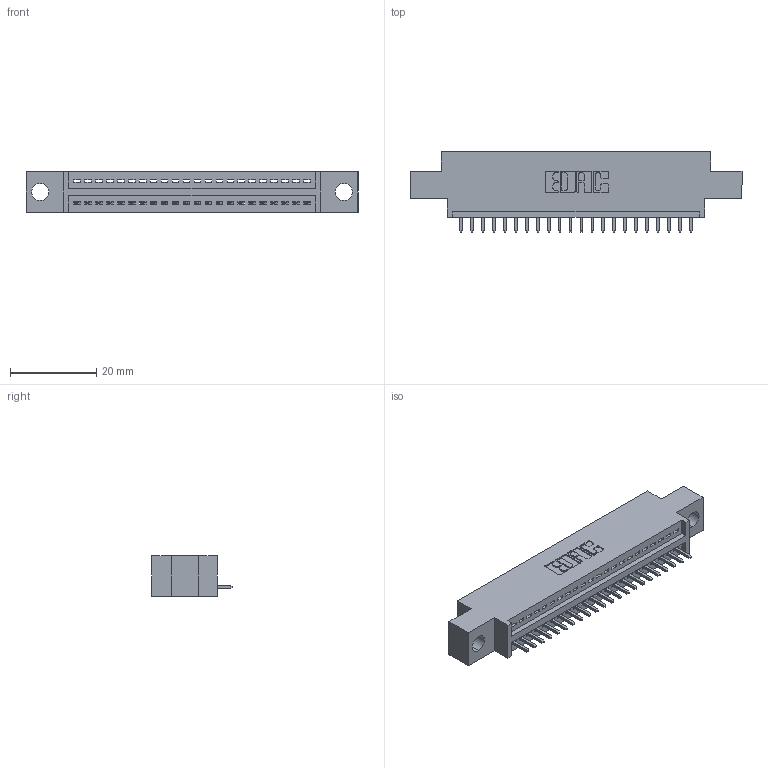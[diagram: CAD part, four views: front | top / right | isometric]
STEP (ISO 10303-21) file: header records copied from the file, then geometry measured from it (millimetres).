
FILE_DESCRIPTION (( 'STEP AP203' ), '1' );
FILE_NAME ('395-022-521-604.STEP', '2021-05-31T14:31:20', ( '' ), ( '' ), 'SwSTEP 2.0', 'SolidWorks 2020', '' );
FILE_SCHEMA (( 'CONFIG_CONTROL_DESIGN' ));
Length unit declared in the file: inch
Products named in the file (3): 345-292-001_345-293-121; 395-022-521-604; 345 Part_0.170 Offset - 0.156 Dia-TI
Assembly tree (23 placements, depth 2):
  395-022-521-604
    345 Part_0.170 Offset - 0.156 Dia-TI
    345-292-001_345-293-121  x22
Bounding box: 77.09 x 18.72 x 9.4 mm (x, y, z)
Volume: 6876.2 mm3; surface area: 8590.3 mm2
Topology: 23 solids, 23 shells, 1420 faces, 4261 edges, 2810 vertices
Faces by surface type: plane 978, cylinder 442
Entity records: 19819 total; most frequent: CARTESIAN_POINT 3444, ORIENTED_EDGE 3398, DIRECTION 3035, EDGE_CURVE 1699, LINE 1479, VECTOR 1479, VERTEX_POINT 1130, AXIS2_PLACEMENT_3D 778
